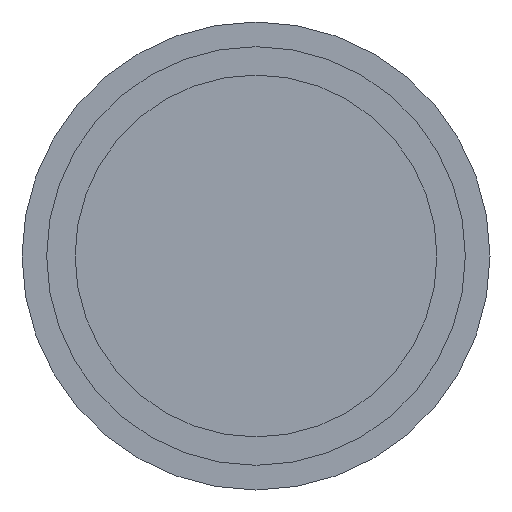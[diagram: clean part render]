
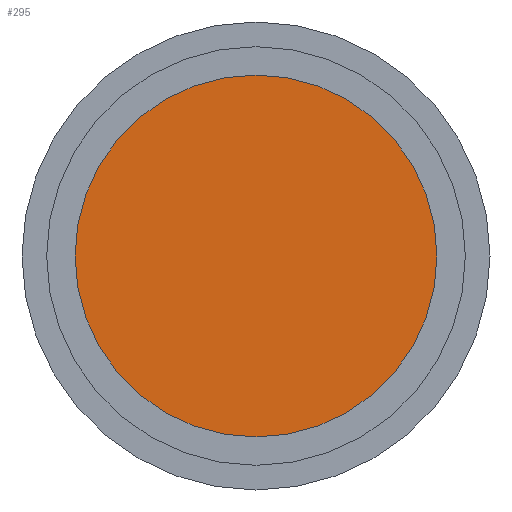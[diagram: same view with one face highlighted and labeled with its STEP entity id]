
A CAD part, front view. The second image highlights one B-rep face of the part: STEP entity #295.
In plain terms, the highlighted planar face has unit normal (0, -1, 0).
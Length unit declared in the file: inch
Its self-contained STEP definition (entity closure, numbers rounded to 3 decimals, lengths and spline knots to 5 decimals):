
#39 = CIRCLE ( 'NONE', #351, 0.58 ) ;
#112 = DIRECTION ( 'NONE',  ( 1., 0., 0. ) ) ;
#113 = DIRECTION ( 'NONE',  ( 0., -1., 0. ) ) ;
#117 = CARTESIAN_POINT ( 'NONE',  ( 0., -0.275, 0. ) ) ;
#121 = DIRECTION ( 'NONE',  ( 1., 0., 0. ) ) ;
#122 = DIRECTION ( 'NONE',  ( 0., -1., 0. ) ) ;
#123 = CARTESIAN_POINT ( 'NONE',  ( 0., -0.275, 0. ) ) ;
#271 = DIRECTION ( 'NONE',  ( 1., 0., 0. ) ) ;
#272 = DIRECTION ( 'NONE',  ( 0., -1., 0. ) ) ;
#273 = CARTESIAN_POINT ( 'NONE',  ( 0., -0.275, 0. ) ) ;
#274 = PLANE ( 'NONE',  #376 ) ;
#287 = EDGE_CURVE ( 'NONE', #714, #715, #341, .T. ) ;
#290 = EDGE_CURVE ( 'NONE', #715, #714, #39, .T. ) ;
#295 = ADVANCED_FACE ( 'NONE', ( #367 ), #274, .T. ) ;
#341 = CIRCLE ( 'NONE', #346, 0.58 ) ;
#346 = AXIS2_PLACEMENT_3D ( 'NONE', #123, #122, #121 ) ;
#351 = AXIS2_PLACEMENT_3D ( 'NONE', #117, #113, #112 ) ;
#367 = FACE_OUTER_BOUND ( 'NONE', #615, .T. ) ;
#376 = AXIS2_PLACEMENT_3D ( 'NONE', #273, #272, #271 ) ;
#615 = EDGE_LOOP ( 'NONE', ( #620, #619 ) ) ;
#619 = ORIENTED_EDGE ( 'NONE', *, *, #287, .T. ) ;
#620 = ORIENTED_EDGE ( 'NONE', *, *, #290, .T. ) ;
#714 = VERTEX_POINT ( 'NONE', #828 ) ;
#715 = VERTEX_POINT ( 'NONE', #829 ) ;
#828 = CARTESIAN_POINT ( 'NONE',  ( 0.58, -0.275, 0. ) ) ;
#829 = CARTESIAN_POINT ( 'NONE',  ( -0.58, -0.275, 0. ) ) ;
